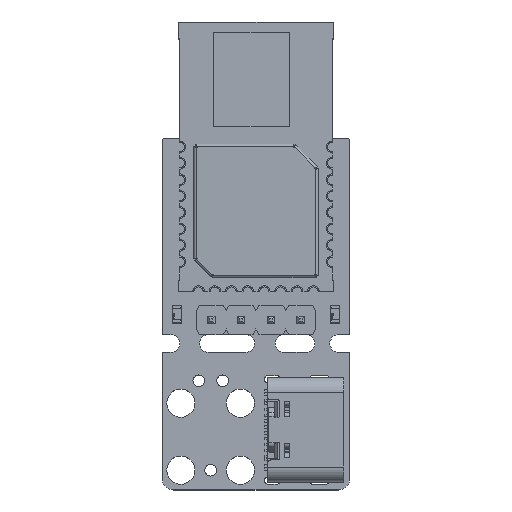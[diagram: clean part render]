
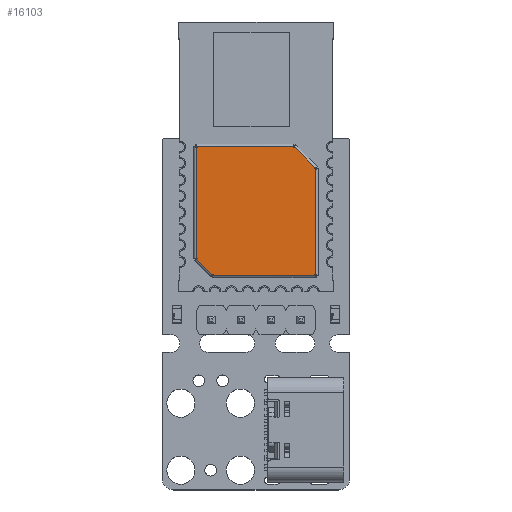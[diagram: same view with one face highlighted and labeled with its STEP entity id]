
A CAD part, top view. The second image highlights one B-rep face of the part: STEP entity #16103.
In plain terms, the highlighted face is planar.
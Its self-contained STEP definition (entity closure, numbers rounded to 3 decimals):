
#15875 = VERTEX_POINT('',#15876);
#15876 = CARTESIAN_POINT('',(-3.663,3.15,10.1));
#15894 = VERTEX_POINT('',#15895);
#15895 = CARTESIAN_POINT('',(-3.709,3.15,10.031));
#15901 = EDGE_CURVE('',#15894,#15875,#15902,.T.);
#15902 = CIRCLE('',#15903,0.05);
#15903 = AXIS2_PLACEMENT_3D('',#15904,#15905,#15906);
#15904 = CARTESIAN_POINT('',(-3.709,3.15,10.081));
#15905 = DIRECTION('',(0.,-1.,0.));
#15906 = DIRECTION('',(0.,0.,-1.));
#15917 = VERTEX_POINT('',#15918);
#15918 = CARTESIAN_POINT('',(-5.062,3.15,8.755));
#15936 = VERTEX_POINT('',#15937);
#15937 = CARTESIAN_POINT('',(-5.081,3.15,8.659));
#15943 = EDGE_CURVE('',#15936,#15917,#15944,.T.);
#15944 = CIRCLE('',#15945,0.05);
#15945 = AXIS2_PLACEMENT_3D('',#15946,#15947,#15948);
#15946 = CARTESIAN_POINT('',(-5.081,3.15,8.709));
#15947 = DIRECTION('',(0.,-1.,0.));
#15948 = DIRECTION('',(0.,0.,-1.));
#15959 = VERTEX_POINT('',#15960);
#15960 = CARTESIAN_POINT('',(-5.1,3.15,-0.809));
#15978 = VERTEX_POINT('',#15979);
#15979 = CARTESIAN_POINT('',(-5.015,3.15,-0.845));
#15985 = EDGE_CURVE('',#15978,#15959,#15986,.T.);
#15986 = CIRCLE('',#15987,0.05);
#15987 = AXIS2_PLACEMENT_3D('',#15988,#15989,#15990);
#15988 = CARTESIAN_POINT('',(-5.065,3.15,-0.845));
#15989 = DIRECTION('',(0.,-1.,0.));
#15990 = DIRECTION('',(1.,0.,0.));
#16103 = ADVANCED_FACE('',(#16104),#16205,.T.);
#16104 = FACE_BOUND('',#16105,.T.);
#16105 = EDGE_LOOP('',(#16106,#16114,#16121,#16122,#16130,#16139,#16147,
    #16156,#16164,#16173,#16181,#16188,#16189,#16197,#16204));
#16106 = ORIENTED_EDGE('',*,*,#16107,.T.);
#16107 = EDGE_CURVE('',#15917,#16108,#16110,.T.);
#16108 = VERTEX_POINT('',#16109);
#16109 = CARTESIAN_POINT('',(-3.755,3.15,10.062));
#16110 = LINE('',#16111,#16112);
#16111 = CARTESIAN_POINT('',(-5.1,3.15,8.717));
#16112 = VECTOR('',#16113,1.);
#16113 = DIRECTION('',(0.707,0.,0.707)
  );
#16114 = ORIENTED_EDGE('',*,*,#16115,.T.);
#16115 = EDGE_CURVE('',#16108,#15894,#16116,.T.);
#16116 = CIRCLE('',#16117,0.05);
#16117 = AXIS2_PLACEMENT_3D('',#16118,#16119,#16120);
#16118 = CARTESIAN_POINT('',(-3.709,3.15,10.081));
#16119 = DIRECTION('',(0.,-1.,0.));
#16120 = DIRECTION('',(0.,0.,-1.));
#16121 = ORIENTED_EDGE('',*,*,#15901,.T.);
#16122 = ORIENTED_EDGE('',*,*,#16123,.T.);
#16123 = EDGE_CURVE('',#15875,#16124,#16126,.T.);
#16124 = VERTEX_POINT('',#16125);
#16125 = CARTESIAN_POINT('',(5.029,3.15,10.1));
#16126 = LINE('',#16127,#16128);
#16127 = CARTESIAN_POINT('',(-3.717,3.15,10.1));
#16128 = VECTOR('',#16129,1.);
#16129 = DIRECTION('',(1.,0.,0.));
#16130 = ORIENTED_EDGE('',*,*,#16131,.T.);
#16131 = EDGE_CURVE('',#16124,#16132,#16134,.T.);
#16132 = VERTEX_POINT('',#16133);
#16133 = CARTESIAN_POINT('',(5.1,3.15,10.029));
#16134 = CIRCLE('',#16135,0.05);
#16135 = AXIS2_PLACEMENT_3D('',#16136,#16137,#16138);
#16136 = CARTESIAN_POINT('',(5.065,3.15,10.065));
#16137 = DIRECTION('',(0.,-1.,0.));
#16138 = DIRECTION('',(1.,0.,0.));
#16139 = ORIENTED_EDGE('',*,*,#16140,.T.);
#16140 = EDGE_CURVE('',#16132,#16141,#16143,.T.);
#16141 = VERTEX_POINT('',#16142);
#16142 = CARTESIAN_POINT('',(5.1,3.15,1.057));
#16143 = LINE('',#16144,#16145);
#16144 = CARTESIAN_POINT('',(5.1,3.15,10.129));
#16145 = VECTOR('',#16146,1.);
#16146 = DIRECTION('',(-0.,-0.,-1.));
#16147 = ORIENTED_EDGE('',*,*,#16148,.T.);
#16148 = EDGE_CURVE('',#16141,#16149,#16151,.T.);
#16149 = VERTEX_POINT('',#16150);
#16150 = CARTESIAN_POINT('',(5.062,3.15,0.965));
#16151 = CIRCLE('',#16152,0.05);
#16152 = AXIS2_PLACEMENT_3D('',#16153,#16154,#16155);
#16153 = CARTESIAN_POINT('',(5.081,3.15,1.011));
#16154 = DIRECTION('',(0.,-1.,0.));
#16155 = DIRECTION('',(0.,0.,-1.));
#16156 = ORIENTED_EDGE('',*,*,#16157,.T.);
#16157 = EDGE_CURVE('',#16149,#16158,#16160,.T.);
#16158 = VERTEX_POINT('',#16159);
#16159 = CARTESIAN_POINT('',(3.255,3.15,-0.842));
#16160 = LINE('',#16161,#16162);
#16161 = CARTESIAN_POINT('',(5.1,3.15,1.003));
#16162 = VECTOR('',#16163,1.);
#16163 = DIRECTION('',(-0.707,0.,
    -0.707));
#16164 = ORIENTED_EDGE('',*,*,#16165,.T.);
#16165 = EDGE_CURVE('',#16158,#16166,#16168,.T.);
#16166 = VERTEX_POINT('',#16167);
#16167 = CARTESIAN_POINT('',(3.163,3.15,-0.88));
#16168 = CIRCLE('',#16169,0.05);
#16169 = AXIS2_PLACEMENT_3D('',#16170,#16171,#16172);
#16170 = CARTESIAN_POINT('',(3.209,3.15,-0.861));
#16171 = DIRECTION('',(0.,-1.,-0.));
#16172 = DIRECTION('',(0.,0.,-1.));
#16173 = ORIENTED_EDGE('',*,*,#16174,.T.);
#16174 = EDGE_CURVE('',#16166,#16175,#16177,.T.);
#16175 = VERTEX_POINT('',#16176);
#16176 = CARTESIAN_POINT('',(-5.029,3.15,-0.88));
#16177 = LINE('',#16178,#16179);
#16178 = CARTESIAN_POINT('',(3.217,3.15,-0.88));
#16179 = VECTOR('',#16180,1.);
#16180 = DIRECTION('',(-1.,0.,0.));
#16181 = ORIENTED_EDGE('',*,*,#16182,.T.);
#16182 = EDGE_CURVE('',#16175,#15978,#16183,.T.);
#16183 = CIRCLE('',#16184,0.05);
#16184 = AXIS2_PLACEMENT_3D('',#16185,#16186,#16187);
#16185 = CARTESIAN_POINT('',(-5.065,3.15,-0.845));
#16186 = DIRECTION('',(0.,-1.,0.));
#16187 = DIRECTION('',(1.,0.,0.));
#16188 = ORIENTED_EDGE('',*,*,#15985,.T.);
#16189 = ORIENTED_EDGE('',*,*,#16190,.T.);
#16190 = EDGE_CURVE('',#15959,#16191,#16193,.T.);
#16191 = VERTEX_POINT('',#16192);
#16192 = CARTESIAN_POINT('',(-5.1,3.15,8.663));
#16193 = LINE('',#16194,#16195);
#16194 = CARTESIAN_POINT('',(-5.1,3.15,-0.909));
#16195 = VECTOR('',#16196,1.);
#16196 = DIRECTION('',(-0.,-0.,1.));
#16197 = ORIENTED_EDGE('',*,*,#16198,.T.);
#16198 = EDGE_CURVE('',#16191,#15936,#16199,.T.);
#16199 = CIRCLE('',#16200,0.05);
#16200 = AXIS2_PLACEMENT_3D('',#16201,#16202,#16203);
#16201 = CARTESIAN_POINT('',(-5.081,3.15,8.709));
#16202 = DIRECTION('',(0.,-1.,0.));
#16203 = DIRECTION('',(0.,0.,-1.));
#16204 = ORIENTED_EDGE('',*,*,#15943,.T.);
#16205 = PLANE('',#16206);
#16206 = AXIS2_PLACEMENT_3D('',#16207,#16208,#16209);
#16207 = CARTESIAN_POINT('',(0.,3.15,0.));
#16208 = DIRECTION('',(0.,1.,0.));
#16209 = DIRECTION('',(0.,-0.,1.));
